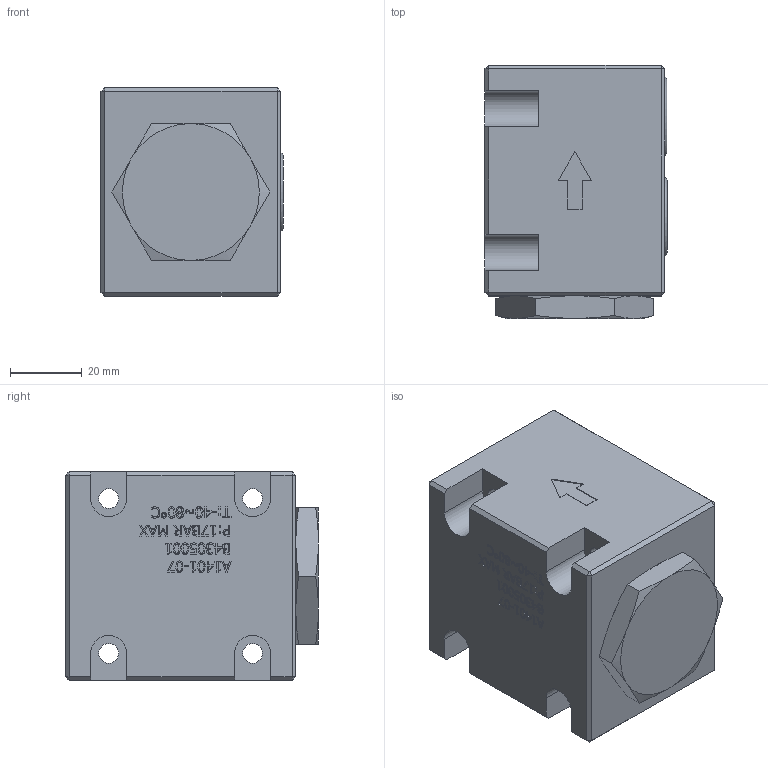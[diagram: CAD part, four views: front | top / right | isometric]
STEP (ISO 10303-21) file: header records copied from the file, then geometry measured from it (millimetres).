
FILE_DESCRIPTION((''),'2;1');
FILE_NAME('A1401-07_CS.stp','2017-08-29T13:27:23',('wxie'),(''),'Autodesk Inventor 2013','Autodesk Inventor 2013','');
FILE_SCHEMA(('AUTOMOTIVE_DESIGN { 1 0 10303 214 1 1 1 1 }'));
Length unit declared in the file: millimetre
Products named in the file (1): A1401-07_CS
Bounding box: 50.63 x 70.3 x 58 mm (x, y, z)
Volume: 180473.7 mm3; surface area: 25384.7 mm2
Topology: 1 solids, 2 shells, 628 faces, 1647 edges, 1089 vertices
Faces by surface type: plane 377, bspline 222, cylinder 15, cone 12, torus 2
Full cylindrical faces by diameter (mm): 5.5 x4, 12 x1, 15 x2, 22 x4
Entity records: 21499 total; most frequent: CARTESIAN_POINT 6950, ORIENTED_EDGE 3266, DIRECTION 2021, EDGE_CURVE 1633, VECTOR 1123, LINE 1123, VERTEX_POINT 1088, EDGE_LOOP 715
